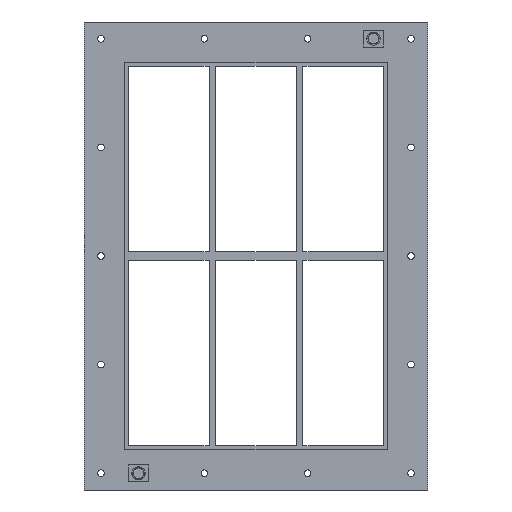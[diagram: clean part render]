
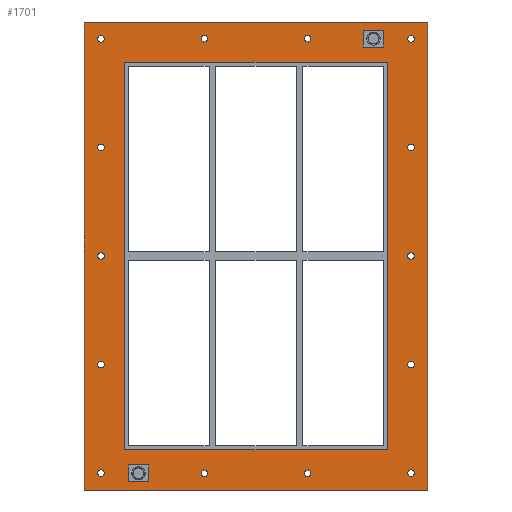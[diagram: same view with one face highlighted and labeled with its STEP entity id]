
A CAD part, front view. The second image highlights one B-rep face of the part: STEP entity #1701.
In plain terms, the highlighted planar face has unit normal (0, -1, 0).
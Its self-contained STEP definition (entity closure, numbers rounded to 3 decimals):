
#84=CARTESIAN_POINT('',(-226.75,0.0,-325.0));
#85=VERTEX_POINT('',#84);
#86=CARTESIAN_POINT('',(-231.75,0.0,-325.0));
#87=DIRECTION('',(0.0,1.0,0.0));
#88=DIRECTION('',(1.0,0.0,0.0));
#89=AXIS2_PLACEMENT_3D('',#86,#87,#88);
#90=CIRCLE('',#89,5.0);
#91=EDGE_CURVE('',#85,#85,#90,.T.);
#112=CARTESIAN_POINT('',(236.75,0.0,-162.5));
#113=VERTEX_POINT('',#112);
#114=CARTESIAN_POINT('',(231.75,0.0,-162.5));
#115=DIRECTION('',(0.0,1.0,0.0));
#116=DIRECTION('',(1.0,0.0,0.0));
#117=AXIS2_PLACEMENT_3D('',#114,#115,#116);
#118=CIRCLE('',#117,5.0);
#119=EDGE_CURVE('',#113,#113,#118,.T.);
#140=CARTESIAN_POINT('',(-226.75,0.0,-162.5));
#141=VERTEX_POINT('',#140);
#142=CARTESIAN_POINT('',(-231.75,0.0,-162.5));
#143=DIRECTION('',(0.0,1.0,0.0));
#144=DIRECTION('',(1.0,0.0,0.0));
#145=AXIS2_PLACEMENT_3D('',#142,#143,#144);
#146=CIRCLE('',#145,5.0);
#147=EDGE_CURVE('',#141,#141,#146,.T.);
#168=CARTESIAN_POINT('',(236.75,0.0,0.0));
#169=VERTEX_POINT('',#168);
#170=CARTESIAN_POINT('',(231.75,0.0,0.0));
#171=DIRECTION('',(0.0,1.0,0.0));
#172=DIRECTION('',(1.0,0.0,0.0));
#173=AXIS2_PLACEMENT_3D('',#170,#171,#172);
#174=CIRCLE('',#173,5.0);
#175=EDGE_CURVE('',#169,#169,#174,.T.);
#196=CARTESIAN_POINT('',(-226.75,0.0,0.0));
#197=VERTEX_POINT('',#196);
#198=CARTESIAN_POINT('',(-231.75,0.0,0.0));
#199=DIRECTION('',(0.0,1.0,0.0));
#200=DIRECTION('',(1.0,0.0,0.0));
#201=AXIS2_PLACEMENT_3D('',#198,#199,#200);
#202=CIRCLE('',#201,5.0);
#203=EDGE_CURVE('',#197,#197,#202,.T.);
#224=CARTESIAN_POINT('',(236.75,0.0,162.5));
#225=VERTEX_POINT('',#224);
#226=CARTESIAN_POINT('',(231.75,0.0,162.5));
#227=DIRECTION('',(0.0,1.0,0.0));
#228=DIRECTION('',(1.0,0.0,0.0));
#229=AXIS2_PLACEMENT_3D('',#226,#227,#228);
#230=CIRCLE('',#229,5.0);
#231=EDGE_CURVE('',#225,#225,#230,.T.);
#252=CARTESIAN_POINT('',(-226.75,0.0,162.5));
#253=VERTEX_POINT('',#252);
#254=CARTESIAN_POINT('',(-231.75,0.0,162.5));
#255=DIRECTION('',(0.0,1.0,0.0));
#256=DIRECTION('',(1.0,0.0,0.0));
#257=AXIS2_PLACEMENT_3D('',#254,#255,#256);
#258=CIRCLE('',#257,5.0);
#259=EDGE_CURVE('',#253,#253,#258,.T.);
#280=CARTESIAN_POINT('',(-72.25,0.0,325.0));
#281=VERTEX_POINT('',#280);
#282=CARTESIAN_POINT('',(-77.25,0.0,325.0));
#283=DIRECTION('',(0.0,1.0,0.0));
#284=DIRECTION('',(1.0,0.0,0.0));
#285=AXIS2_PLACEMENT_3D('',#282,#283,#284);
#286=CIRCLE('',#285,5.0);
#287=EDGE_CURVE('',#281,#281,#286,.T.);
#308=CARTESIAN_POINT('',(-72.25,0.0,-325.0));
#309=VERTEX_POINT('',#308);
#310=CARTESIAN_POINT('',(-77.25,0.0,-325.0));
#311=DIRECTION('',(0.0,1.0,0.0));
#312=DIRECTION('',(1.0,0.0,0.0));
#313=AXIS2_PLACEMENT_3D('',#310,#311,#312);
#314=CIRCLE('',#313,5.0);
#315=EDGE_CURVE('',#309,#309,#314,.T.);
#336=CARTESIAN_POINT('',(82.25,0.0,325.0));
#337=VERTEX_POINT('',#336);
#338=CARTESIAN_POINT('',(77.25,0.0,325.0));
#339=DIRECTION('',(0.0,1.0,0.0));
#340=DIRECTION('',(1.0,0.0,0.0));
#341=AXIS2_PLACEMENT_3D('',#338,#339,#340);
#342=CIRCLE('',#341,5.0);
#343=EDGE_CURVE('',#337,#337,#342,.T.);
#364=CARTESIAN_POINT('',(82.25,0.0,-325.0));
#365=VERTEX_POINT('',#364);
#366=CARTESIAN_POINT('',(77.25,0.0,-325.0));
#367=DIRECTION('',(0.0,1.0,0.0));
#368=DIRECTION('',(1.0,0.0,0.0));
#369=AXIS2_PLACEMENT_3D('',#366,#367,#368);
#370=CIRCLE('',#369,5.0);
#371=EDGE_CURVE('',#365,#365,#370,.T.);
#392=CARTESIAN_POINT('',(236.75,0.0,-325.0));
#393=VERTEX_POINT('',#392);
#394=CARTESIAN_POINT('',(231.75,0.0,-325.0));
#395=DIRECTION('',(0.0,1.0,0.0));
#396=DIRECTION('',(1.0,0.0,0.0));
#397=AXIS2_PLACEMENT_3D('',#394,#395,#396);
#398=CIRCLE('',#397,5.0);
#399=EDGE_CURVE('',#393,#393,#398,.T.);
#420=CARTESIAN_POINT('',(-226.75,0.0,325.0));
#421=VERTEX_POINT('',#420);
#422=CARTESIAN_POINT('',(-231.75,0.0,325.0));
#423=DIRECTION('',(0.0,1.0,0.0));
#424=DIRECTION('',(1.0,0.0,0.0));
#425=AXIS2_PLACEMENT_3D('',#422,#423,#424);
#426=CIRCLE('',#425,5.0);
#427=EDGE_CURVE('',#421,#421,#426,.T.);
#448=CARTESIAN_POINT('',(236.75,0.0,325.0));
#449=VERTEX_POINT('',#448);
#450=CARTESIAN_POINT('',(231.75,0.0,325.0));
#451=DIRECTION('',(0.0,1.0,0.0));
#452=DIRECTION('',(1.0,0.0,0.0));
#453=AXIS2_PLACEMENT_3D('',#450,#451,#452);
#454=CIRCLE('',#453,5.0);
#455=EDGE_CURVE('',#449,#449,#454,.T.);
#1550=CARTESIAN_POINT('',(0.0,0.0,0.0));
#1551=DIRECTION('',(0.0,1.0,0.0));
#1552=DIRECTION('',(0.0,0.0,1.0));
#1553=AXIS2_PLACEMENT_3D('',#1550,#1551,#1552);
#1554=PLANE('',#1553);
#1555=CARTESIAN_POINT('',(-256.75,0.0,350.));
#1556=VERTEX_POINT('',#1555);
#1557=CARTESIAN_POINT('',(256.75,0.0,350.));
#1558=VERTEX_POINT('',#1557);
#1559=CARTESIAN_POINT('',(-256.75,0.0,350.));
#1560=DIRECTION('',(1.0,0.0,0.0));
#1561=VECTOR('',#1560,513.5);
#1562=LINE('',#1559,#1561);
#1563=EDGE_CURVE('',#1556,#1558,#1562,.T.);
#1564=ORIENTED_EDGE('',*,*,#1563,.F.);
#1565=CARTESIAN_POINT('',(-256.75,0.0,-350.));
#1566=VERTEX_POINT('',#1565);
#1567=CARTESIAN_POINT('',(-256.75,0.0,-350.));
#1568=DIRECTION('',(0.0,0.0,1.0));
#1569=VECTOR('',#1568,700.);
#1570=LINE('',#1567,#1569);
#1571=EDGE_CURVE('',#1566,#1556,#1570,.T.);
#1572=ORIENTED_EDGE('',*,*,#1571,.F.);
#1573=CARTESIAN_POINT('',(256.75,0.0,-350.));
#1574=VERTEX_POINT('',#1573);
#1575=CARTESIAN_POINT('',(256.75,0.0,-350.));
#1576=DIRECTION('',(-1.0,0.0,0.0));
#1577=VECTOR('',#1576,513.5);
#1578=LINE('',#1575,#1577);
#1579=EDGE_CURVE('',#1574,#1566,#1578,.T.);
#1580=ORIENTED_EDGE('',*,*,#1579,.F.);
#1581=CARTESIAN_POINT('',(256.75,0.0,350.));
#1582=DIRECTION('',(0.0,0.0,-1.0));
#1583=VECTOR('',#1582,700.);
#1584=LINE('',#1581,#1583);
#1585=EDGE_CURVE('',#1558,#1574,#1584,.T.);
#1586=ORIENTED_EDGE('',*,*,#1585,.F.);
#1587=EDGE_LOOP('',(#1564,#1572,#1580,#1586));
#1588=FACE_OUTER_BOUND('',#1587,.T.);
#1589=ORIENTED_EDGE('',*,*,#91,.T.);
#1590=EDGE_LOOP('',(#1589));
#1591=FACE_BOUND('',#1590,.T.);
#1592=ORIENTED_EDGE('',*,*,#119,.T.);
#1593=EDGE_LOOP('',(#1592));
#1594=FACE_BOUND('',#1593,.T.);
#1595=ORIENTED_EDGE('',*,*,#147,.T.);
#1596=EDGE_LOOP('',(#1595));
#1597=FACE_BOUND('',#1596,.T.);
#1598=ORIENTED_EDGE('',*,*,#175,.T.);
#1599=EDGE_LOOP('',(#1598));
#1600=FACE_BOUND('',#1599,.T.);
#1601=ORIENTED_EDGE('',*,*,#203,.T.);
#1602=EDGE_LOOP('',(#1601));
#1603=FACE_BOUND('',#1602,.T.);
#1604=ORIENTED_EDGE('',*,*,#231,.T.);
#1605=EDGE_LOOP('',(#1604));
#1606=FACE_BOUND('',#1605,.T.);
#1607=ORIENTED_EDGE('',*,*,#259,.T.);
#1608=EDGE_LOOP('',(#1607));
#1609=FACE_BOUND('',#1608,.T.);
#1610=ORIENTED_EDGE('',*,*,#287,.T.);
#1611=EDGE_LOOP('',(#1610));
#1612=FACE_BOUND('',#1611,.T.);
#1613=ORIENTED_EDGE('',*,*,#315,.T.);
#1614=EDGE_LOOP('',(#1613));
#1615=FACE_BOUND('',#1614,.T.);
#1616=ORIENTED_EDGE('',*,*,#343,.T.);
#1617=EDGE_LOOP('',(#1616));
#1618=FACE_BOUND('',#1617,.T.);
#1619=ORIENTED_EDGE('',*,*,#371,.T.);
#1620=EDGE_LOOP('',(#1619));
#1621=FACE_BOUND('',#1620,.T.);
#1622=ORIENTED_EDGE('',*,*,#399,.T.);
#1623=EDGE_LOOP('',(#1622));
#1624=FACE_BOUND('',#1623,.T.);
#1625=ORIENTED_EDGE('',*,*,#427,.T.);
#1626=EDGE_LOOP('',(#1625));
#1627=FACE_BOUND('',#1626,.T.);
#1628=ORIENTED_EDGE('',*,*,#455,.T.);
#1629=EDGE_LOOP('',(#1628));
#1630=FACE_BOUND('',#1629,.T.);
#1631=CARTESIAN_POINT('',(-194.75,0.0,290.0));
#1632=VERTEX_POINT('',#1631);
#1633=CARTESIAN_POINT('',(-196.75,0.0,288.0));
#1634=VERTEX_POINT('',#1633);
#1635=CARTESIAN_POINT('',(-194.75,0.0,288.0));
#1636=DIRECTION('',(0.0,-1.0,0.0));
#1637=DIRECTION('',(-0.707,0.0,0.707));
#1638=AXIS2_PLACEMENT_3D('',#1635,#1636,#1637);
#1639=CIRCLE('',#1638,2.0);
#1640=EDGE_CURVE('',#1632,#1634,#1639,.T.);
#1641=ORIENTED_EDGE('',*,*,#1640,.F.);
#1642=CARTESIAN_POINT('',(194.75,0.0,290.0));
#1643=VERTEX_POINT('',#1642);
#1644=CARTESIAN_POINT('',(194.75,0.0,290.0));
#1645=DIRECTION('',(-1.0,0.0,0.0));
#1646=VECTOR('',#1645,389.5);
#1647=LINE('',#1644,#1646);
#1648=EDGE_CURVE('',#1643,#1632,#1647,.T.);
#1649=ORIENTED_EDGE('',*,*,#1648,.F.);
#1650=CARTESIAN_POINT('',(196.75,0.0,288.0));
#1651=VERTEX_POINT('',#1650);
#1652=CARTESIAN_POINT('',(194.75,0.0,288.0));
#1653=DIRECTION('',(0.0,-1.0,0.0));
#1654=DIRECTION('',(0.707,0.0,0.707));
#1655=AXIS2_PLACEMENT_3D('',#1652,#1653,#1654);
#1656=CIRCLE('',#1655,2.0);
#1657=EDGE_CURVE('',#1651,#1643,#1656,.T.);
#1658=ORIENTED_EDGE('',*,*,#1657,.F.);
#1659=CARTESIAN_POINT('',(196.75,0.0,-288.0));
#1660=VERTEX_POINT('',#1659);
#1661=CARTESIAN_POINT('',(196.75,0.0,-288.0));
#1662=DIRECTION('',(0.0,0.0,1.0));
#1663=VECTOR('',#1662,576.0);
#1664=LINE('',#1661,#1663);
#1665=EDGE_CURVE('',#1660,#1651,#1664,.T.);
#1666=ORIENTED_EDGE('',*,*,#1665,.F.);
#1667=CARTESIAN_POINT('',(194.75,0.0,-290.0));
#1668=VERTEX_POINT('',#1667);
#1669=CARTESIAN_POINT('',(194.75,0.0,-288.0));
#1670=DIRECTION('',(0.0,-1.0,0.0));
#1671=DIRECTION('',(0.707,0.0,-0.707));
#1672=AXIS2_PLACEMENT_3D('',#1669,#1670,#1671);
#1673=CIRCLE('',#1672,2.0);
#1674=EDGE_CURVE('',#1668,#1660,#1673,.T.);
#1675=ORIENTED_EDGE('',*,*,#1674,.F.);
#1676=CARTESIAN_POINT('',(-194.75,0.0,-290.0));
#1677=VERTEX_POINT('',#1676);
#1678=CARTESIAN_POINT('',(-194.75,0.0,-290.0));
#1679=DIRECTION('',(1.0,0.0,0.0));
#1680=VECTOR('',#1679,389.5);
#1681=LINE('',#1678,#1680);
#1682=EDGE_CURVE('',#1677,#1668,#1681,.T.);
#1683=ORIENTED_EDGE('',*,*,#1682,.F.);
#1684=CARTESIAN_POINT('',(-196.75,0.0,-288.0));
#1685=VERTEX_POINT('',#1684);
#1686=CARTESIAN_POINT('',(-194.75,0.0,-288.0));
#1687=DIRECTION('',(0.0,-1.0,0.0));
#1688=DIRECTION('',(-0.707,0.0,-0.707));
#1689=AXIS2_PLACEMENT_3D('',#1686,#1687,#1688);
#1690=CIRCLE('',#1689,2.0);
#1691=EDGE_CURVE('',#1685,#1677,#1690,.T.);
#1692=ORIENTED_EDGE('',*,*,#1691,.F.);
#1693=CARTESIAN_POINT('',(-196.75,0.0,288.0));
#1694=DIRECTION('',(0.0,0.0,-1.0));
#1695=VECTOR('',#1694,576.0);
#1696=LINE('',#1693,#1695);
#1697=EDGE_CURVE('',#1634,#1685,#1696,.T.);
#1698=ORIENTED_EDGE('',*,*,#1697,.F.);
#1699=EDGE_LOOP('',(#1641,#1649,#1658,#1666,#1675,#1683,#1692,#1698));
#1700=FACE_BOUND('',#1699,.T.);
#1701=ADVANCED_FACE('',(#1588,#1591,#1594,#1597,#1600,#1603,#1606,#1609,#1612,#1615,#1618,#1621,#1624,#1627,#1630,#1700),#1554,.F.);
